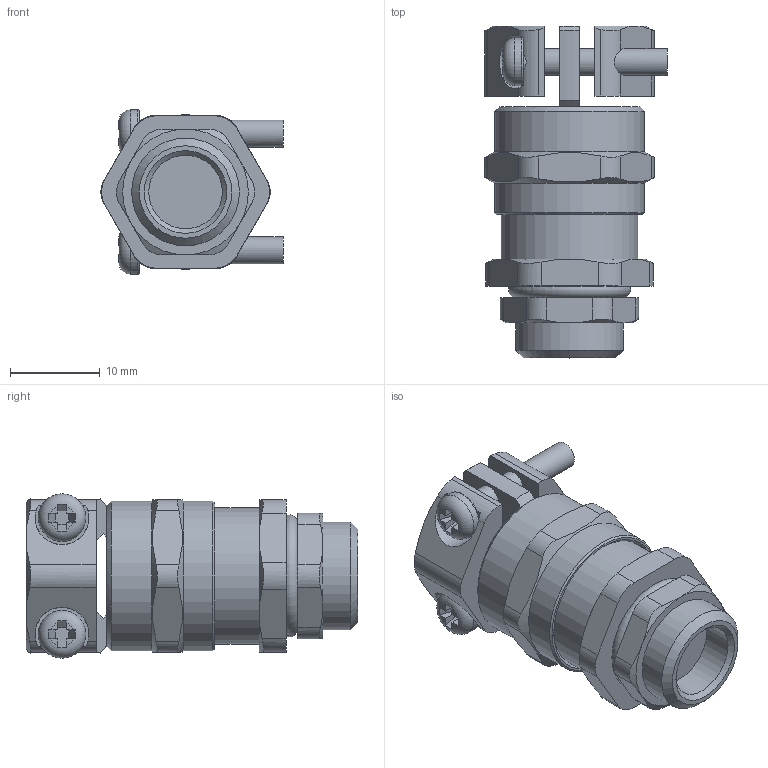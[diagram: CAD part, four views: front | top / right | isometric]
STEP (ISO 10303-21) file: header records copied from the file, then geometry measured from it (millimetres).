
FILE_DESCRIPTION(/* description */ ('ВКХ-ЛР-М12-8-L8'),/* implementation_level */ '2;1');
FILE_NAME(/* name */ '',/* time_stamp */ '2025-07-17T08:50:21+07:00',/* author */ ('zeta-86'),/* organization */ (''),/* preprocessor_version */ 'ST-DEVELOPER v19.2',/* originating_system */ 'Autodesk Inventor 2024',/* authorisation */ '');
FILE_SCHEMA (('AUTOMOTIVE_DESIGN { 1 0 10303 214 3 1 1 }'));
Length unit declared in the file: millimetre
Products named in the file (1): zeta34751
Bounding box: 20.3 x 36.97 x 18.3 mm (x, y, z)
Volume: 6546.6 mm3; surface area: 3710 mm2
Topology: 2 solids, 2 shells, 261 faces, 736 edges, 479 vertices
Faces by surface type: plane 90, cylinder 86, cone 74, torus 11
Full cylindrical faces by diameter (mm): 2.4 x2, 3 x4, 3.2 x4, 5.3 x2, 8.2 x1, 11.821 x1, 12 x1, 15.2 x1, 16.7 x2
Entity records: 8839 total; most frequent: CARTESIAN_POINT 2461, ORIENTED_EDGE 1456, DIRECTION 1250, EDGE_CURVE 728, AXIS2_PLACEMENT_3D 487, VERTEX_POINT 475, LINE 276, VECTOR 276
